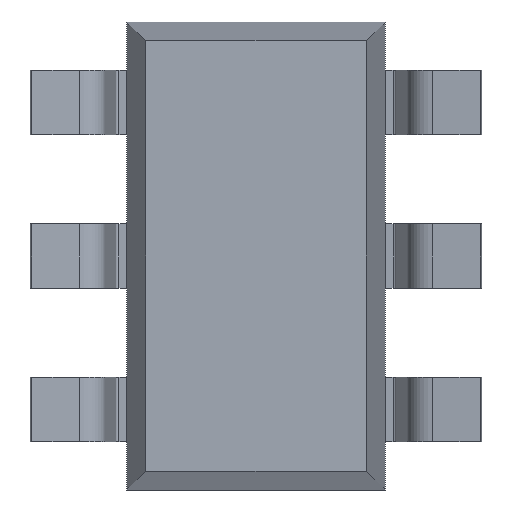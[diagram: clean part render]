
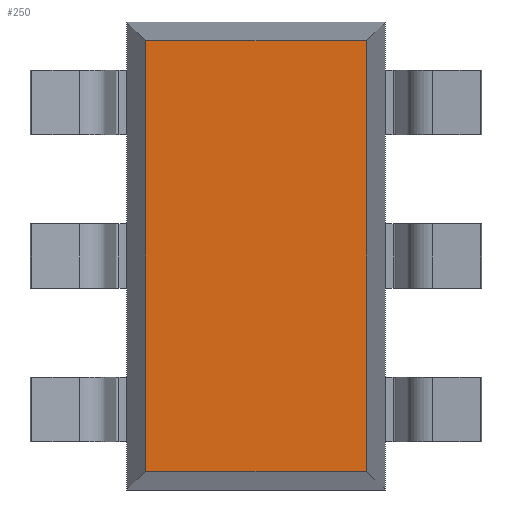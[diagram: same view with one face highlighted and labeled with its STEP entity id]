
A CAD part, front view. The second image highlights one B-rep face of the part: STEP entity #250.
In plain terms, the highlighted planar face has unit normal (0, -1, 0).
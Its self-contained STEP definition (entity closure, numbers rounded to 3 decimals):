
#14 = PLANE ( 'NONE',  #2899 ) ;
#218 = VERTEX_POINT ( 'NONE', #1405 ) ;
#238 = DIRECTION ( 'NONE',  ( -1., 0., 0. ) ) ;
#250 = ADVANCED_FACE ( 'NONE', ( #1200 ), #14, .T. ) ;
#574 = EDGE_CURVE ( 'NONE', #1052, #3115, #742, .T. ) ;
#742 = LINE ( 'NONE', #2749, #1833 ) ;
#821 = CARTESIAN_POINT ( 'NONE',  ( -0.8, 0.15, -1.334 ) ) ;
#1037 = VERTEX_POINT ( 'NONE', #2224 ) ;
#1052 = VERTEX_POINT ( 'NONE', #2490 ) ;
#1200 = FACE_OUTER_BOUND ( 'NONE', #2687, .T. ) ;
#1219 = DIRECTION ( 'NONE',  ( 0., 0., -1. ) ) ;
#1343 = VECTOR ( 'NONE', #1633, 1000. ) ;
#1348 = ORIENTED_EDGE ( 'NONE', *, *, #2462, .T. ) ;
#1405 = CARTESIAN_POINT ( 'NONE',  ( -0.684, 0.15, -1.334 ) ) ;
#1481 = ORIENTED_EDGE ( 'NONE', *, *, #2314, .T. ) ;
#1563 = DIRECTION ( 'NONE',  ( 1., 0., 0. ) ) ;
#1633 = DIRECTION ( 'NONE',  ( 0., 0., -1. ) ) ;
#1649 = ORIENTED_EDGE ( 'NONE', *, *, #2385, .T. ) ;
#1759 = DIRECTION ( 'NONE',  ( 0., 0., 1. ) ) ;
#1815 = VECTOR ( 'NONE', #238, 1000. ) ;
#1833 = VECTOR ( 'NONE', #1759, 1000. ) ;
#1941 = CARTESIAN_POINT ( 'NONE',  ( 0., 0.15, 0. ) ) ;
#2224 = CARTESIAN_POINT ( 'NONE',  ( -0.684, 0.15, 1.334 ) ) ;
#2314 = EDGE_CURVE ( 'NONE', #218, #1052, #2570, .T. ) ;
#2385 = EDGE_CURVE ( 'NONE', #1037, #218, #2765, .T. ) ;
#2462 = EDGE_CURVE ( 'NONE', #3115, #1037, #2846, .T. ) ;
#2490 = CARTESIAN_POINT ( 'NONE',  ( 0.684, 0.15, -1.334 ) ) ;
#2570 = LINE ( 'NONE', #821, #3071 ) ;
#2595 = CARTESIAN_POINT ( 'NONE',  ( 0.684, 0.15, 1.334 ) ) ;
#2657 = ORIENTED_EDGE ( 'NONE', *, *, #574, .T. ) ;
#2671 = CARTESIAN_POINT ( 'NONE',  ( 0.8, 0.15, 1.334 ) ) ;
#2687 = EDGE_LOOP ( 'NONE', ( #1348, #1649, #1481, #2657 ) ) ;
#2707 = DIRECTION ( 'NONE',  ( 0., -1., 0. ) ) ;
#2749 = CARTESIAN_POINT ( 'NONE',  ( 0.684, 0.15, -1.45 ) ) ;
#2765 = LINE ( 'NONE', #2874, #1343 ) ;
#2846 = LINE ( 'NONE', #2671, #1815 ) ;
#2874 = CARTESIAN_POINT ( 'NONE',  ( -0.684, 0.15, 1.45 ) ) ;
#2899 = AXIS2_PLACEMENT_3D ( 'NONE', #1941, #2707, #1219 ) ;
#3071 = VECTOR ( 'NONE', #1563, 1000. ) ;
#3115 = VERTEX_POINT ( 'NONE', #2595 ) ;
